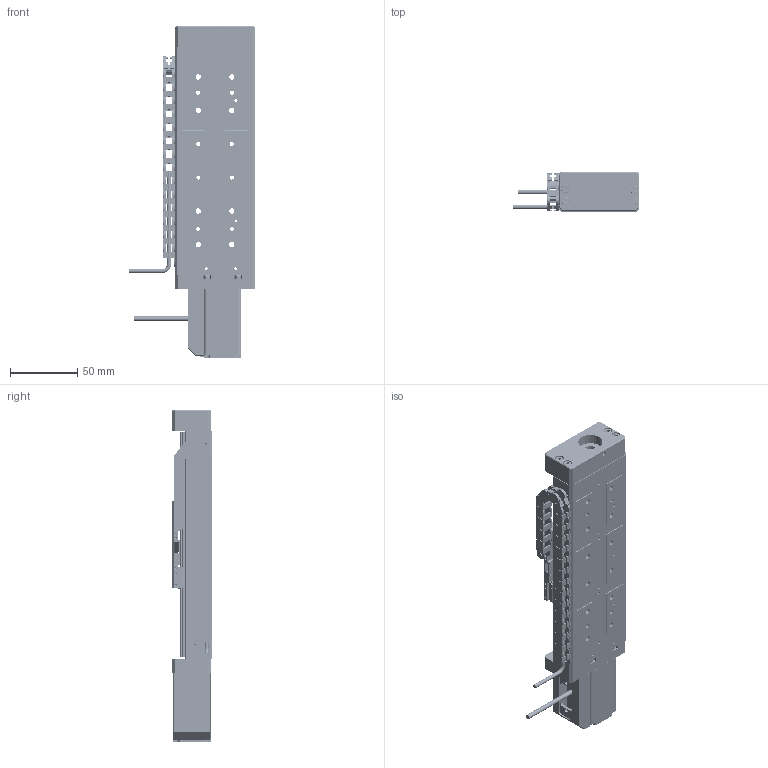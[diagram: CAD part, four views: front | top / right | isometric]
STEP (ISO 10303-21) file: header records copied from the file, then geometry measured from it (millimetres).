
FILE_DESCRIPTION (( 'STEP AP214' ), '1' );
FILE_NAME ('PPS-60-43X1X.STEP', '2023-03-02T00:52:00', ( '' ), ( '' ), 'SwSTEP 2.0', 'SolidWorks 2020', '' );
FILE_SCHEMA (( 'AUTOMOTIVE_DESIGN' ));
Length unit declared in the file: millimetre
Products named in the file (23): 110152 Stepper Motor, Size 11, Lin; 130174 Bearing Slide Rail, PPS-60_100mm; PPS-60-43X1X; IGUS chain, PPS-60_100mm; 430562 PPS-60, Cable Clamp, Carriage; Cable Chain exit cable_CL, VAC, ENC CABLE; Dowel Pin, M-DIN_M01.5 x 005; IGUS chain, end link; SCREW, SHCS-S, M-DIN_M2.5 x 0.45 x 14mm; 430601 PPS-60, END PLATE, MOTOR SIDE_cover 4; PPS-60, Base, Master Part_100mm; Cable Chain exit cable_MOTOR+LIMIT VACUUM; IGUS chain link; SCREW, MS-PPH, M-JCIS_M1.6 x 0.35 x 4mm; SCREW, MS-SCH, M-DIN_M1.6 x 0.35 x 10mm; SCREW, SHCS-S, M-DIN_M3 x 0.5 x 12mm; 430559 PPS-60, Carriage, L65mm; 430604 PPS-60, EXTERNAL MOTOR COVER; SCREW, MS-PPH, M-JCIS_M2 x 0.4 x 6mm; 130174 PPS-60, Bearing Block; SCREW, SHCS-S, M-DIN_M2.5 x 0.45 x 12mm; 430602 PPS-60, END PLATE, BEARING SIDE_cover 4; SCREW, SHCS-S, M-DIN_M2 x 0.4 x 03mm
Assembly tree (94 placements, depth 3):
  PPS-60-43X1X
    PPS-60, Base, Master Part_100mm
    430559 PPS-60, Carriage, L65mm
    430562 PPS-60, Cable Clamp, Carriage
    SCREW, SHCS-S, M-DIN_M3 x 0.5 x 12mm  x8
    SCREW, MS-PPH, M-JCIS_M1.6 x 0.35 x 4mm  x4
    SCREW, SHCS-S, M-DIN_M2 x 0.4 x 03mm  x8
    Dowel Pin, M-DIN_M01.5 x 005  x4
    130174 PPS-60, Bearing Block  x4
    130174 Bearing Slide Rail, PPS-60_100mm  x2
    SCREW, MS-PPH, M-JCIS_M2 x 0.4 x 6mm  x22
    SCREW, MS-SCH, M-DIN_M1.6 x 0.35 x 10mm  x4
    110152 Stepper Motor, Size 11, Lin
    SCREW, SHCS-S, M-DIN_M2.5 x 0.45 x 14mm  x4
    430602 PPS-60, END PLATE, BEARING SIDE_cover 4
    430601 PPS-60, END PLATE, MOTOR SIDE_cover 4
    430604 PPS-60, EXTERNAL MOTOR COVER
    SCREW, SHCS-S, M-DIN_M2.5 x 0.45 x 12mm  x2
    IGUS chain, PPS-60_100mm
      IGUS chain, end link
      IGUS chain link  x21
    Cable Chain exit cable_MOTOR+LIMIT VACUUM
    Cable Chain exit cable_CL, VAC, ENC CABLE
Bounding box: 94.35 x 30 x 247.6 mm (x, y, z)
Volume: 216292.8 mm3; surface area: 109642.2 mm2
Topology: 93 solids, 93 shells, 4488 faces, 11043 edges, 6967 vertices
Faces by surface type: plane 2415, cylinder 1382, torus 354, cone 319, sphere 16, bspline 2
Entity records: 53153 total; most frequent: DIRECTION 9191, CARTESIAN_POINT 8930, ORIENTED_EDGE 8158, EDGE_CURVE 4079, AXIS2_PLACEMENT_3D 3414, VERTEX_POINT 2645, LINE 2363, VECTOR 2363
